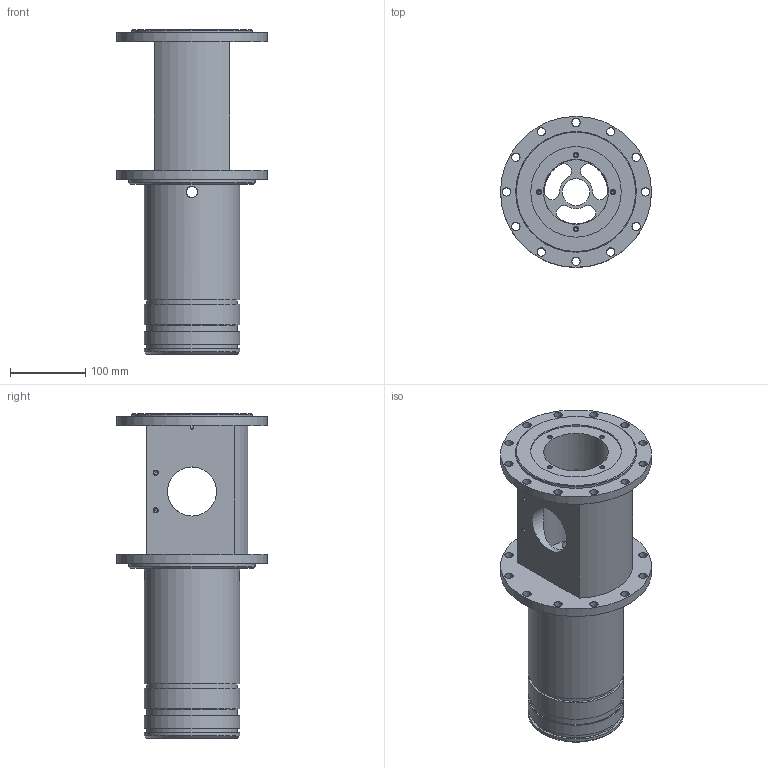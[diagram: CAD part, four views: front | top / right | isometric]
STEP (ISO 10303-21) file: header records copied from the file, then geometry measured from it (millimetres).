
FILE_DESCRIPTION(('STEP AP203'), '1');
FILE_NAME('0916.01.03.004', '', ('UNSPECIFIED'), ('UNSPECIFIED'), 'ASCON STEP Converter 1.6', 'ASCON Math Kernel', '');
FILE_SCHEMA(('CONFIG_CONTROL_DESIGN'));
Length unit declared in the file: millimetre
Products named in the file (1): 爬让.715662.001
Bounding box: 200 x 200 x 430 mm (x, y, z)
Volume: 3040078.9 mm3; surface area: 418819.2 mm2
Topology: 1 solids, 1 shells, 132 faces, 324 edges, 206 vertices
Faces by surface type: cylinder 74, cone 30, plane 23, torus 5
Full cylindrical faces by diameter (mm): 4.917 x8, 8.376 x4, 11 x24, 15 x2, 20 x1, 36 x2, 41 x1, 65 x2, 86 x1, 96 x1, 108 x1, 111 x1, 120 x3, 120.55 x1, 122.95 x1, 126.45 x4, 160 x1, 168 x1, 200 x2
Entity records: 6616 total; most frequent: CARTESIAN_POINT 2568, DIRECTION 632, ORIENTED_EDGE 444, EDGE_LOOP 316, AXIS2_PLACEMENT_3D 302, EDGE_CURVE 222, VERTEX_POINT 198, CIRCLE 169
